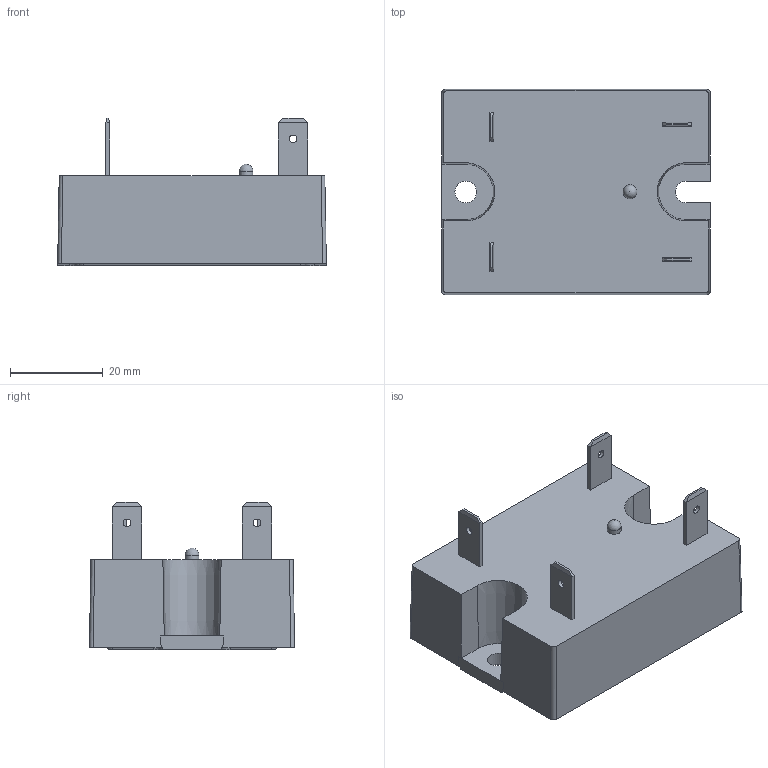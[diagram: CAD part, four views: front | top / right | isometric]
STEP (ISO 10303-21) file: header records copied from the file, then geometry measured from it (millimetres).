
FILE_DESCRIPTION(/* description */ (''),/* implementation_level */ '2;1');
FILE_NAME(/* name */ '33 00 564 A.stp',/* time_stamp */ '2021-01-28T10:01:46+01:00',/* author */ ('ysicot'),/* organization */ (''),/* preprocessor_version */ 'ST-DEVELOPER v17',/* originating_system */ 'Autodesk Inventor 2018',/* authorisation */ '');
FILE_SCHEMA (('CONFIG_CONTROL_DESIGN'));
Length unit declared in the file: millimetre
Products named in the file (1): SCF42160
Bounding box: 58.06 x 44.3 x 31.9 mm (x, y, z)
Volume: 45232.4 mm3; surface area: 10214.6 mm2
Topology: 1 solids, 1 shells, 93 faces, 249 edges, 162 vertices
Faces by surface type: plane 71, cylinder 11, cone 10, sphere 1
Full cylindrical faces by diameter (mm): 1.7 x4, 3 x1, 4.7 x1
Entity records: 3057 total; most frequent: CARTESIAN_POINT 504, ORIENTED_EDGE 496, DIRECTION 484, EDGE_CURVE 248, LINE 200, VECTOR 200, VERTEX_POINT 162, AXIS2_PLACEMENT_3D 142
